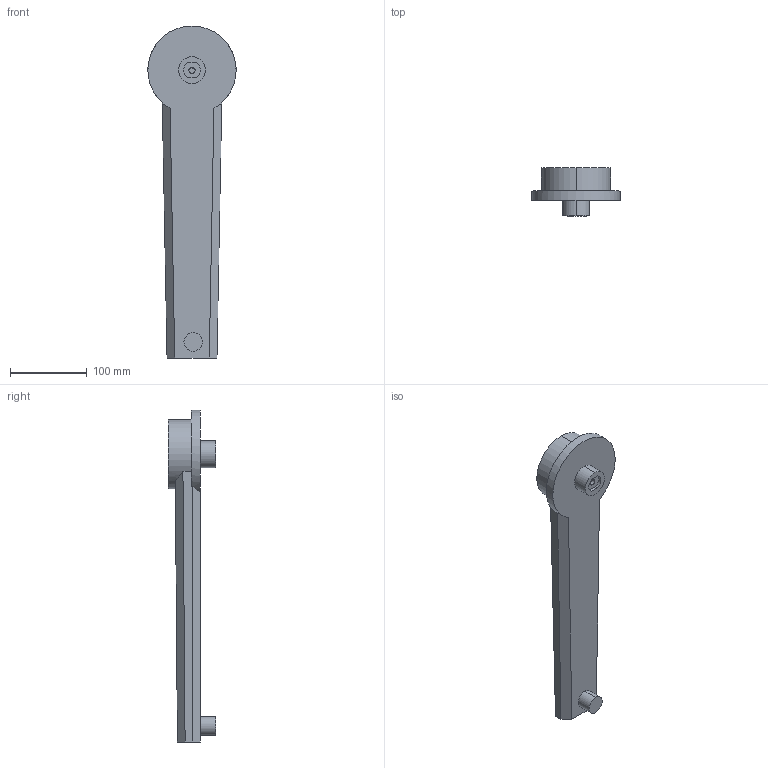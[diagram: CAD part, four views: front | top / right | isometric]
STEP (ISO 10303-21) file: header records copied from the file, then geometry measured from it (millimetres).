
FILE_DESCRIPTION (( 'STEP AP203' ), '1' );
FILE_NAME ('link2_2_Default_sldprt.STEP', '2025-02-11T17:07:48', ( '' ), ( '' ), 'SwSTEP 2.0', 'SolidWorks 2019', '' );
FILE_SCHEMA (( 'CONFIG_CONTROL_DESIGN' ));
Length unit declared in the file: millimetre
Products named in the file (1): link2_2_Default_sldprt
Bounding box: 115 x 62 x 432.5 mm (x, y, z)
Volume: 1012935.5 mm3; surface area: 96724.2 mm2
Topology: 1 solids, 1 shells, 36 faces, 84 edges, 56 vertices
Faces by surface type: plane 21, cylinder 15
Entity records: 1117 total; most frequent: CARTESIAN_POINT 195, DIRECTION 184, ORIENTED_EDGE 168, EDGE_CURVE 84, AXIS2_PLACEMENT_3D 69, VERTEX_POINT 56, LINE 46, VECTOR 46
